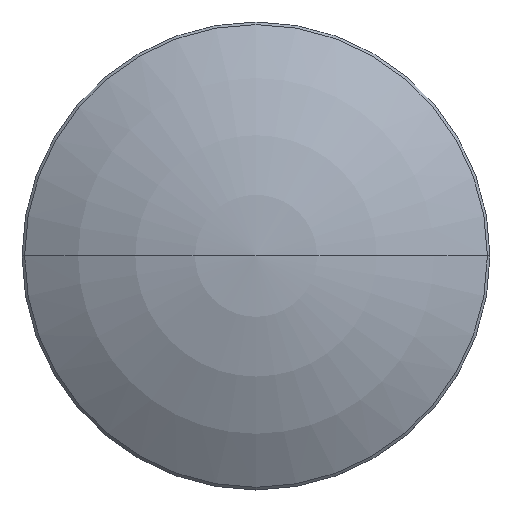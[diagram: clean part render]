
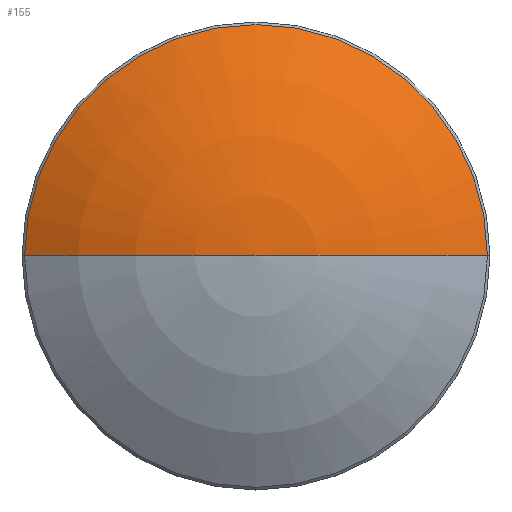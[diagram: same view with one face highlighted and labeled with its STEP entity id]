
A CAD part, top view. The second image highlights one B-rep face of the part: STEP entity #155.
In plain terms, the highlighted toroidal (fillet/blend) face has major radius 0.006 mm and minor radius 23 mm.
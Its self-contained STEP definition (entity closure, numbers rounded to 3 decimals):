
#6 = CARTESIAN_POINT ( 'NONE',  ( 12.559, 0., -0.817 ) ) ;
#7 = CARTESIAN_POINT ( 'NONE',  ( -12.559, 0., -0.817 ) ) ;
#19 = CIRCLE ( 'NONE', #51, 12.559 ) ;
#24 = DIRECTION ( 'NONE',  ( 1., 0., 0. ) ) ;
#25 = DIRECTION ( 'NONE',  ( 0., 0., 1. ) ) ;
#51 = AXIS2_PLACEMENT_3D ( 'NONE', #300, #25, #24 ) ;
#154 = EDGE_CURVE ( 'NONE', #193, #160, #269, .T. ) ;
#155 = ADVANCED_FACE ( 'NONE', ( #251 ), #252, .T. ) ;
#157 = ORIENTED_EDGE ( 'NONE', *, *, #154, .T. ) ;
#159 = EDGE_CURVE ( 'NONE', #185, #160, #257, .T. ) ;
#160 = VERTEX_POINT ( 'NONE', #280 ) ;
#163 = EDGE_LOOP ( 'NONE', ( #165, #157, #168 ) ) ;
#165 = ORIENTED_EDGE ( 'NONE', *, *, #201, .T. ) ;
#168 = ORIENTED_EDGE ( 'NONE', *, *, #159, .F. ) ;
#185 = VERTEX_POINT ( 'NONE', #6 ) ;
#193 = VERTEX_POINT ( 'NONE', #7 ) ;
#201 = EDGE_CURVE ( 'NONE', #185, #193, #19, .T. ) ;
#243 = DIRECTION ( 'NONE',  ( 0., 0., -1. ) ) ;
#244 = DIRECTION ( 'NONE',  ( 0., -1., 0. ) ) ;
#245 = AXIS2_PLACEMENT_3D ( 'NONE', #254, #244, #243 ) ;
#251 = FACE_OUTER_BOUND ( 'NONE', #163, .T. ) ;
#252 = TOROIDAL_SURFACE ( 'NONE', #262, 0.006, 23. ) ;
#253 = CARTESIAN_POINT ( 'NONE',  ( -0.006, 0., -20.09 ) ) ;
#254 = CARTESIAN_POINT ( 'NONE',  ( 0.006, 0., -20.09 ) ) ;
#256 = DIRECTION ( 'NONE',  ( 1., 0., 0. ) ) ;
#257 = CIRCLE ( 'NONE', #245, 23. ) ;
#261 = DIRECTION ( 'NONE',  ( 0., 1., 0. ) ) ;
#262 = AXIS2_PLACEMENT_3D ( 'NONE', #268, #267, #256 ) ;
#264 = DIRECTION ( 'NONE',  ( -1., 0., 0. ) ) ;
#267 = DIRECTION ( 'NONE',  ( 0., 0., 1. ) ) ;
#268 = CARTESIAN_POINT ( 'NONE',  ( 0., 0., -20.09 ) ) ;
#269 = CIRCLE ( 'NONE', #270, 23. ) ;
#270 = AXIS2_PLACEMENT_3D ( 'NONE', #253, #261, #264 ) ;
#280 = CARTESIAN_POINT ( 'NONE',  ( 0., 0., 2.91 ) ) ;
#300 = CARTESIAN_POINT ( 'NONE',  ( 0., 0., -0.817 ) ) ;
